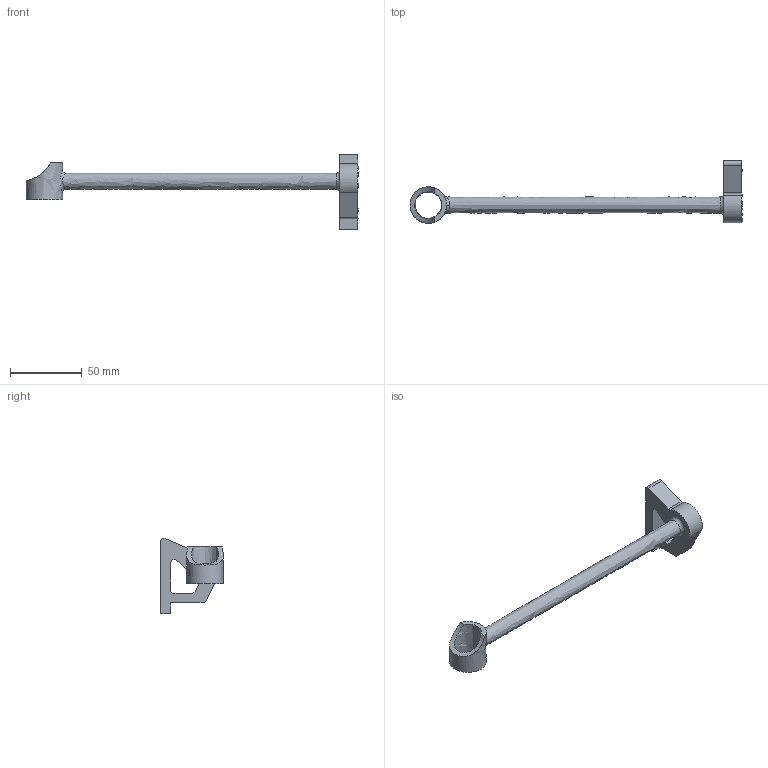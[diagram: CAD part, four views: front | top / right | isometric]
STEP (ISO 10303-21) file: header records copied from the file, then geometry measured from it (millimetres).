
FILE_DESCRIPTION((''),'2;1');
FILE_NAME('fem009a.stp','2016-11-03T16:16:08', ('User'),('SDRC'),'I-DEAS Master Series 9','UNIX','Yes');
FILE_SCHEMA(('CONFIG_CONTROL_DESIGN', 'GEOMETRIC_VALIDATION_PROPERTIES_MIM','SHAPE_APPEARANCE_LAYER_MIM'));
Length unit declared in the file: inch
Bounding box: 230.77 x 43.51 x 52.38 mm (x, y, z)
Volume: 38699.8 mm3; surface area: 15852.7 mm2
Topology: 1 solids, 1 shells, 31 faces, 80 edges, 52 vertices
Faces by surface type: bspline 31
Entity records: 1267 total; most frequent: CARTESIAN_POINT 675, ORIENTED_EDGE 160, EDGE_CURVE 80, VERTEX_POINT 52, B_SPLINE_CURVE_WITH_KNOTS 43, EDGE_LOOP 36, FACE_OUTER_BOUND 31, ADVANCED_FACE 31
